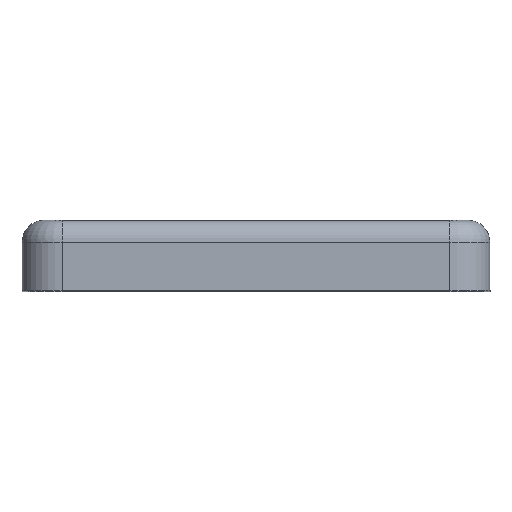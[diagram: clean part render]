
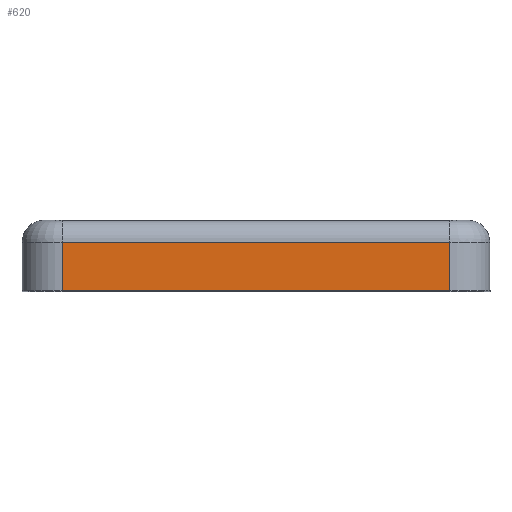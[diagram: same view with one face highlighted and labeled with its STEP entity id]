
A CAD part, top view. The second image highlights one B-rep face of the part: STEP entity #620.
In plain terms, the highlighted planar face has unit normal (0, 0, 1).
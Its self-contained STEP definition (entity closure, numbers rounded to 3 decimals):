
#65 = CARTESIAN_POINT ( 'NONE',  ( -9.65, 0., 17.25 ) ) ;
#120 = DIRECTION ( 'NONE',  ( 1., 0., 0. ) ) ;
#154 = CARTESIAN_POINT ( 'NONE',  ( -9.65, -3.5, 17.25 ) ) ;
#157 = ORIENTED_EDGE ( 'NONE', *, *, #1269, .T. ) ;
#327 = VERTEX_POINT ( 'NONE', #154 ) ;
#473 = DIRECTION ( 'NONE',  ( 0., -1., 0. ) ) ;
#479 = CARTESIAN_POINT ( 'NONE',  ( 9.65, 0., 17.25 ) ) ;
#568 = VECTOR ( 'NONE', #2589, 1000. ) ;
#620 = ADVANCED_FACE ( 'NONE', ( #1071 ), #2462, .T. ) ;
#821 = DIRECTION ( 'NONE',  ( 0., -1., 0. ) ) ;
#824 = EDGE_LOOP ( 'NONE', ( #157, #1529, #1713, #1271 ) ) ;
#825 = CARTESIAN_POINT ( 'NONE',  ( 9.65, -3.5, 17.25 ) ) ;
#867 = LINE ( 'NONE', #479, #568 ) ;
#868 = LINE ( 'NONE', #1277, #2445 ) ;
#896 = LINE ( 'NONE', #1782, #1289 ) ;
#1071 = FACE_OUTER_BOUND ( 'NONE', #824, .T. ) ;
#1218 = DIRECTION ( 'NONE',  ( 0., 0., 1. ) ) ;
#1269 = EDGE_CURVE ( 'NONE', #327, #2408, #896, .T. ) ;
#1271 = ORIENTED_EDGE ( 'NONE', *, *, #2188, .T. ) ;
#1277 = CARTESIAN_POINT ( 'NONE',  ( -9.65, -1.1, 17.25 ) ) ;
#1289 = VECTOR ( 'NONE', #120, 1000. ) ;
#1299 = CARTESIAN_POINT ( 'NONE',  ( 9.65, -1.1, 17.25 ) ) ;
#1529 = ORIENTED_EDGE ( 'NONE', *, *, #1759, .F. ) ;
#1626 = AXIS2_PLACEMENT_3D ( 'NONE', #2273, #1218, #821 ) ;
#1636 = LINE ( 'NONE', #65, #2062 ) ;
#1690 = DIRECTION ( 'NONE',  ( 1., 0., 0. ) ) ;
#1713 = ORIENTED_EDGE ( 'NONE', *, *, #2618, .F. ) ;
#1759 = EDGE_CURVE ( 'NONE', #2217, #2408, #867, .T. ) ;
#1782 = CARTESIAN_POINT ( 'NONE',  ( -9.65, -3.5, 17.25 ) ) ;
#1844 = CARTESIAN_POINT ( 'NONE',  ( -9.65, -1.1, 17.25 ) ) ;
#2062 = VECTOR ( 'NONE', #473, 1000. ) ;
#2154 = VERTEX_POINT ( 'NONE', #1844 ) ;
#2188 = EDGE_CURVE ( 'NONE', #2154, #327, #1636, .T. ) ;
#2217 = VERTEX_POINT ( 'NONE', #1299 ) ;
#2273 = CARTESIAN_POINT ( 'NONE',  ( -9.65, 0., 17.25 ) ) ;
#2408 = VERTEX_POINT ( 'NONE', #825 ) ;
#2445 = VECTOR ( 'NONE', #1690, 1000. ) ;
#2462 = PLANE ( 'NONE',  #1626 ) ;
#2589 = DIRECTION ( 'NONE',  ( 0., -1., 0. ) ) ;
#2618 = EDGE_CURVE ( 'NONE', #2154, #2217, #868, .T. ) ;
